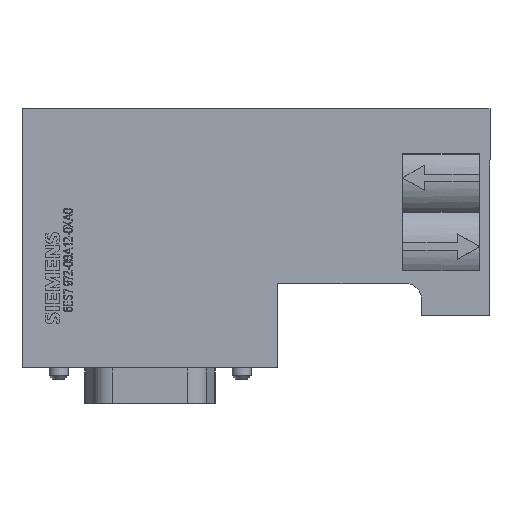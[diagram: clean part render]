
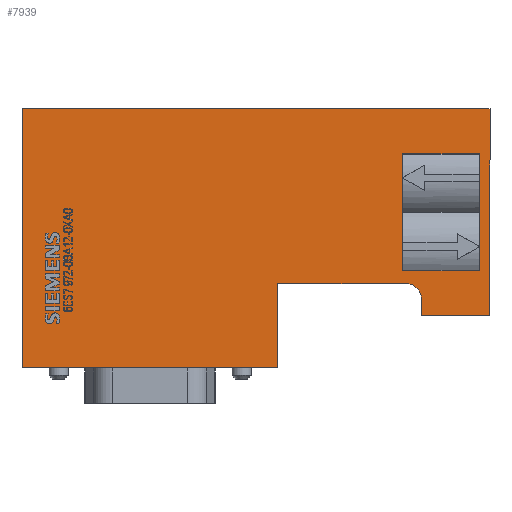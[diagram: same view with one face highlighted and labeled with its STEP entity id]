
A CAD part, left-side view. The second image highlights one B-rep face of the part: STEP entity #7939.
In plain terms, the highlighted face is planar.
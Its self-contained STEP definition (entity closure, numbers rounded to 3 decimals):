
#5455=LINE('',#19297,#6687);
#5461=LINE('',#19319,#6693);
#5462=LINE('',#19322,#6694);
#5463=LINE('',#19324,#6695);
#5464=LINE('',#19326,#6696);
#5465=LINE('',#19328,#6697);
#5466=LINE('',#19332,#6698);
#5467=LINE('',#19334,#6699);
#5468=LINE('',#19336,#6700);
#5469=LINE('',#19337,#6701);
#5470=LINE('',#19340,#6702);
#5471=LINE('',#19341,#6703);
#6687=VECTOR('',#16492,1.);
#6693=VECTOR('',#16512,1.);
#6694=VECTOR('',#16513,1.);
#6695=VECTOR('',#16514,1.);
#6696=VECTOR('',#16515,1.);
#6697=VECTOR('',#16516,1.);
#6698=VECTOR('',#16519,1.);
#6699=VECTOR('',#16520,1.);
#6700=VECTOR('',#16521,1.);
#6701=VECTOR('',#16522,1.);
#6702=VECTOR('',#16523,1.);
#6703=VECTOR('',#16524,1.);
#7939=ADVANCED_FACE('',(#9040,#9041),#8549,.F.);
#8549=PLANE('',#15671);
#9040=FACE_BOUND('',#9220,.T.);
#9041=FACE_BOUND('',#9221,.T.);
#9220=EDGE_LOOP('',(#10002,#10003,#10004,#10005,#10006,#10007,#10008,#10009,
#10010));
#9221=EDGE_LOOP('',(#10011,#10012,#10013,#10014));
#10002=ORIENTED_EDGE('',*,*,#14023,.T.);
#10003=ORIENTED_EDGE('',*,*,#14024,.T.);
#10004=ORIENTED_EDGE('',*,*,#14025,.T.);
#10005=ORIENTED_EDGE('',*,*,#14026,.T.);
#10006=ORIENTED_EDGE('',*,*,#14027,.T.);
#10007=ORIENTED_EDGE('',*,*,#14028,.T.);
#10008=ORIENTED_EDGE('',*,*,#14029,.T.);
#10009=ORIENTED_EDGE('',*,*,#14030,.T.);
#10010=ORIENTED_EDGE('',*,*,#14031,.T.);
#10011=ORIENTED_EDGE('',*,*,#14032,.T.);
#10012=ORIENTED_EDGE('',*,*,#14033,.T.);
#10013=ORIENTED_EDGE('',*,*,#14012,.F.);
#10014=ORIENTED_EDGE('',*,*,#14034,.F.);
#12985=VERTEX_POINT('',#19296);
#12986=VERTEX_POINT('',#19298);
#12995=VERTEX_POINT('',#19320);
#12996=VERTEX_POINT('',#19321);
#12997=VERTEX_POINT('',#19323);
#12998=VERTEX_POINT('',#19325);
#12999=VERTEX_POINT('',#19327);
#13000=VERTEX_POINT('',#19329);
#13001=VERTEX_POINT('',#19331);
#13002=VERTEX_POINT('',#19333);
#13003=VERTEX_POINT('',#19335);
#13004=VERTEX_POINT('',#19338);
#13005=VERTEX_POINT('',#19339);
#14012=EDGE_CURVE('',#12985,#12986,#5455,.T.);
#14023=EDGE_CURVE('',#12995,#12996,#5461,.T.);
#14024=EDGE_CURVE('',#12996,#12997,#5462,.T.);
#14025=EDGE_CURVE('',#12997,#12998,#5463,.T.);
#14026=EDGE_CURVE('',#12998,#12999,#5464,.T.);
#14027=EDGE_CURVE('',#12999,#13000,#5465,.T.);
#14028=EDGE_CURVE('',#13000,#13001,#15479,.T.);
#14029=EDGE_CURVE('',#13001,#13002,#5466,.T.);
#14030=EDGE_CURVE('',#13002,#13003,#5467,.T.);
#14031=EDGE_CURVE('',#13003,#12995,#5468,.T.);
#14032=EDGE_CURVE('',#13004,#13005,#5469,.T.);
#14033=EDGE_CURVE('',#13005,#12986,#5470,.T.);
#14034=EDGE_CURVE('',#13004,#12985,#5471,.T.);
#15479=CIRCLE('',#15670,2.06);
#15670=AXIS2_PLACEMENT_3D('',#19330,#16517,#16518);
#15671=AXIS2_PLACEMENT_3D('',#19342,#16525,#16526);
#16492=DIRECTION('',(-1.,0.,0.));
#16512=DIRECTION('',(0.,0.,-1.));
#16513=DIRECTION('',(1.,0.,0.));
#16514=DIRECTION('',(0.,0.,1.));
#16515=DIRECTION('',(-1.,0.,0.));
#16516=DIRECTION('',(0.,0.,1.));
#16517=DIRECTION('',(0.,1.,0.));
#16518=DIRECTION('',(0.,0.,1.));
#16519=DIRECTION('',(1.,0.,0.));
#16520=DIRECTION('',(0.,0.,1.));
#16521=DIRECTION('',(-1.,0.,0.));
#16522=DIRECTION('',(-1.,0.,0.));
#16523=DIRECTION('',(0.,0.,1.));
#16524=DIRECTION('',(0.,0.,1.));
#16525=DIRECTION('',(0.,1.,0.));
#16526=DIRECTION('',(0.,0.,1.));
#19296=CARTESIAN_POINT('',(28.05,-4.2,1.61));
#19297=CARTESIAN_POINT('',(28.05,-4.2,1.61));
#19298=CARTESIAN_POINT('',(12.05,-4.2,1.61));
#19319=CARTESIAN_POINT('',(5.91,-4.2,3.06));
#19320=CARTESIAN_POINT('',(5.91,-4.2,3.06));
#19321=CARTESIAN_POINT('',(5.91,-4.2,-60.88));
#19322=CARTESIAN_POINT('',(5.91,-4.2,-60.88));
#19323=CARTESIAN_POINT('',(41.321,-4.2,-60.88));
#19324=CARTESIAN_POINT('',(41.321,-4.2,-60.88));
#19325=CARTESIAN_POINT('',(41.321,-4.2,-25.94));
#19326=CARTESIAN_POINT('',(41.321,-4.2,-25.94));
#19327=CARTESIAN_POINT('',(29.79,-4.2,-25.94));
#19328=CARTESIAN_POINT('',(29.79,-4.2,-25.94));
#19329=CARTESIAN_POINT('',(29.79,-4.2,-8.38));
#19330=CARTESIAN_POINT('',(31.85,-4.2,-8.38));
#19331=CARTESIAN_POINT('',(31.85,-4.2,-6.32));
#19332=CARTESIAN_POINT('',(31.85,-4.2,-6.32));
#19333=CARTESIAN_POINT('',(34.19,-4.2,-6.32));
#19334=CARTESIAN_POINT('',(34.19,-4.2,-6.32));
#19335=CARTESIAN_POINT('',(34.19,-4.2,3.06));
#19336=CARTESIAN_POINT('',(34.19,-4.2,3.06));
#19337=CARTESIAN_POINT('',(28.05,-4.2,-8.88));
#19338=CARTESIAN_POINT('',(28.05,-4.2,-8.88));
#19339=CARTESIAN_POINT('',(12.05,-4.2,-8.88));
#19340=CARTESIAN_POINT('',(12.05,-4.2,-8.88));
#19341=CARTESIAN_POINT('',(28.05,-4.2,-8.88));
#19342=CARTESIAN_POINT('',(31.85,-4.2,-8.38));
